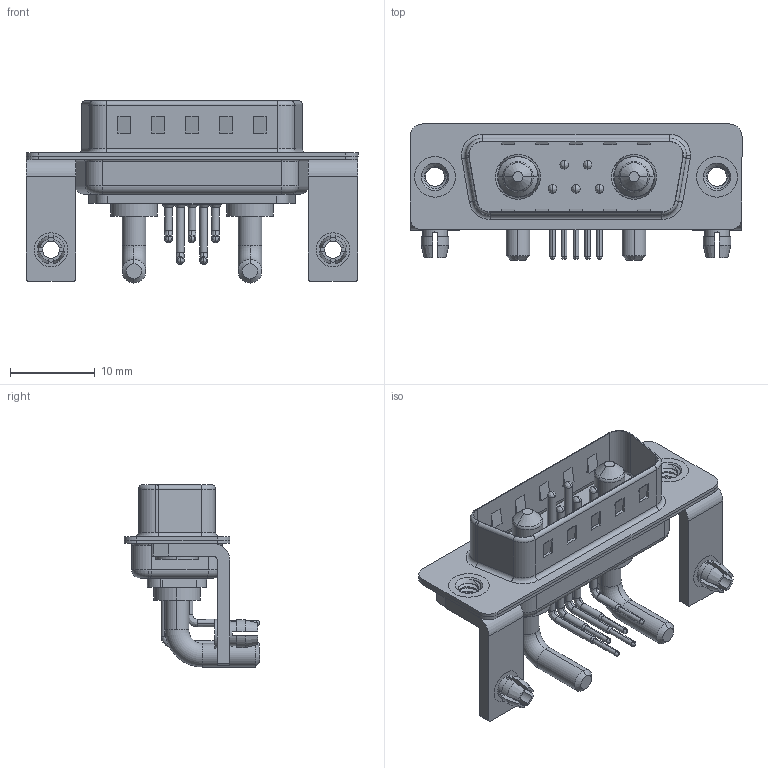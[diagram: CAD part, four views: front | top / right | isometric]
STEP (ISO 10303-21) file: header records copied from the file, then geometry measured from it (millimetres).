
FILE_DESCRIPTION (( 'STEP AP203' ), '1' );
FILE_NAME ('629-7W2-240-2T3.STEP', '2022-05-05T16:51:39', ( '' ), ( '' ), 'SwSTEP 2.0', 'SolidWorks 2020', '' );
FILE_SCHEMA (( 'CONFIG_CONTROL_DESIGN' ));
Length unit declared in the file: millimetre
Products named in the file (10): 629Combo Housing_7W2; 629Combo Contact Row 1; 629Combo Board Lock; 629Combo Shell Front_15 Contacts; 629-7W2-240-2T3; 629Combo Stabilizer Bracket; 629Combo Contact Row 2; 629Combo Threaded Rivet_3; 629Combo Shell Rear_15 Contacts; Power Pin_20A RA
Assembly tree (16 placements, depth 2):
  629-7W2-240-2T3
    629Combo Housing_7W2
    629Combo Shell Rear_15 Contacts
    629Combo Shell Front_15 Contacts
    629Combo Threaded Rivet_3  x2
    629Combo Stabilizer Bracket  x2
    629Combo Board Lock  x2
    Power Pin_20A RA  x2
    629Combo Contact Row 1  x2
    629Combo Contact Row 2  x3
Bounding box: 39.2 x 16.05 x 21.5 mm (x, y, z)
Volume: 2457.8 mm3; surface area: 5891.1 mm2
Topology: 18 solids, 18 shells, 1108 faces, 2945 edges, 1894 vertices
Faces by surface type: plane 547, cylinder 405, cone 60, torus 58, bspline 38
Entity records: 23267 total; most frequent: CARTESIAN_POINT 5248, DIRECTION 3635, ORIENTED_EDGE 3442, EDGE_CURVE 1721, AXIS2_PLACEMENT_3D 1299, VERTEX_POINT 1107, LINE 1037, VECTOR 1037
